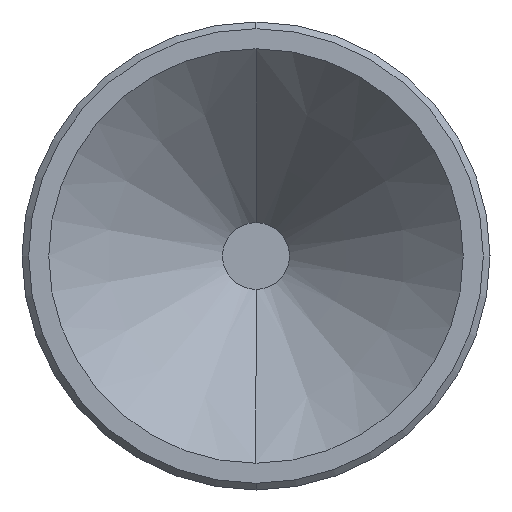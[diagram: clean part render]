
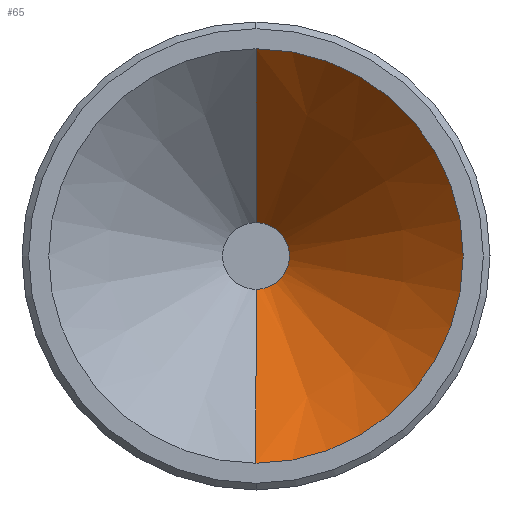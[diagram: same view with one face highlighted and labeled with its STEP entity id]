
A CAD part, left-side view. The second image highlights one B-rep face of the part: STEP entity #65.
In plain terms, the highlighted conical face has half-angle 45 degrees and reference radius 0.064 mm.
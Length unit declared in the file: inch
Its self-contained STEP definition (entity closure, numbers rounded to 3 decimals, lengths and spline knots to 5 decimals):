
#47 = DIRECTION ( 'NONE',  ( 1., 0., 0. ) ) ;
#61 = CARTESIAN_POINT ( 'NONE',  ( -0.259, 0., 0. ) ) ;
#64 = VERTEX_POINT ( 'NONE', #380 ) ;
#65 = ADVANCED_FACE ( 'NONE', ( #197 ), #376, .F. ) ;
#83 = ORIENTED_EDGE ( 'NONE', *, *, #421, .F. ) ;
#195 = DIRECTION ( 'NONE',  ( -0.707, 0., 0.707 ) ) ;
#197 = FACE_OUTER_BOUND ( 'NONE', #329, .T. ) ;
#199 = CIRCLE ( 'NONE', #288, 0.0155 ) ;
#205 = CARTESIAN_POINT ( 'NONE',  ( -0.272, 0., 0. ) ) ;
#229 = VERTEX_POINT ( 'NONE', #941 ) ;
#260 = VECTOR ( 'NONE', #195, 39.37008 ) ;
#276 = DIRECTION ( 'NONE',  ( 0., 0., 1. ) ) ;
#277 = VECTOR ( 'NONE', #519, 39.37008 ) ;
#288 = AXIS2_PLACEMENT_3D ( 'NONE', #205, #47, #781 ) ;
#329 = EDGE_LOOP ( 'NONE', ( #978, #495, #83, #1024 ) ) ;
#345 = LINE ( 'NONE', #834, #277 ) ;
#358 = CARTESIAN_POINT ( 'NONE',  ( -0.259, 0., 0. ) ) ;
#360 = CARTESIAN_POINT ( 'NONE',  ( -0.259, 0., 0.0025 ) ) ;
#376 = CONICAL_SURFACE ( 'NONE', #932, 0.0025, 0.785 ) ;
#380 = CARTESIAN_POINT ( 'NONE',  ( -0.259, 0., -0.0025 ) ) ;
#398 = DIRECTION ( 'NONE',  ( 1., 0., 0. ) ) ;
#421 = EDGE_CURVE ( 'NONE', #229, #753, #199, .T. ) ;
#422 = CIRCLE ( 'NONE', #982, 0.0025 ) ;
#495 = ORIENTED_EDGE ( 'NONE', *, *, #1091, .T. ) ;
#519 = DIRECTION ( 'NONE',  ( -0.707, 0., -0.707 ) ) ;
#533 = CARTESIAN_POINT ( 'NONE',  ( -0.272, 0., -0.0155 ) ) ;
#623 = EDGE_CURVE ( 'NONE', #905, #229, #786, .T. ) ;
#722 = DIRECTION ( 'NONE',  ( 0., 0., -1. ) ) ;
#753 = VERTEX_POINT ( 'NONE', #533 ) ;
#781 = DIRECTION ( 'NONE',  ( 0., 0., -1. ) ) ;
#786 = LINE ( 'NONE', #360, #260 ) ;
#807 = EDGE_CURVE ( 'NONE', #905, #64, #422, .T. ) ;
#834 = CARTESIAN_POINT ( 'NONE',  ( -0.259, 0., -0.0025 ) ) ;
#843 = CARTESIAN_POINT ( 'NONE',  ( -0.259, 0., 0.0025 ) ) ;
#872 = DIRECTION ( 'NONE',  ( -1., 0., 0. ) ) ;
#905 = VERTEX_POINT ( 'NONE', #843 ) ;
#932 = AXIS2_PLACEMENT_3D ( 'NONE', #358, #872, #276 ) ;
#941 = CARTESIAN_POINT ( 'NONE',  ( -0.272, 0., 0.0155 ) ) ;
#978 = ORIENTED_EDGE ( 'NONE', *, *, #807, .T. ) ;
#982 = AXIS2_PLACEMENT_3D ( 'NONE', #61, #398, #722 ) ;
#1024 = ORIENTED_EDGE ( 'NONE', *, *, #623, .F. ) ;
#1091 = EDGE_CURVE ( 'NONE', #64, #753, #345, .T. ) ;
